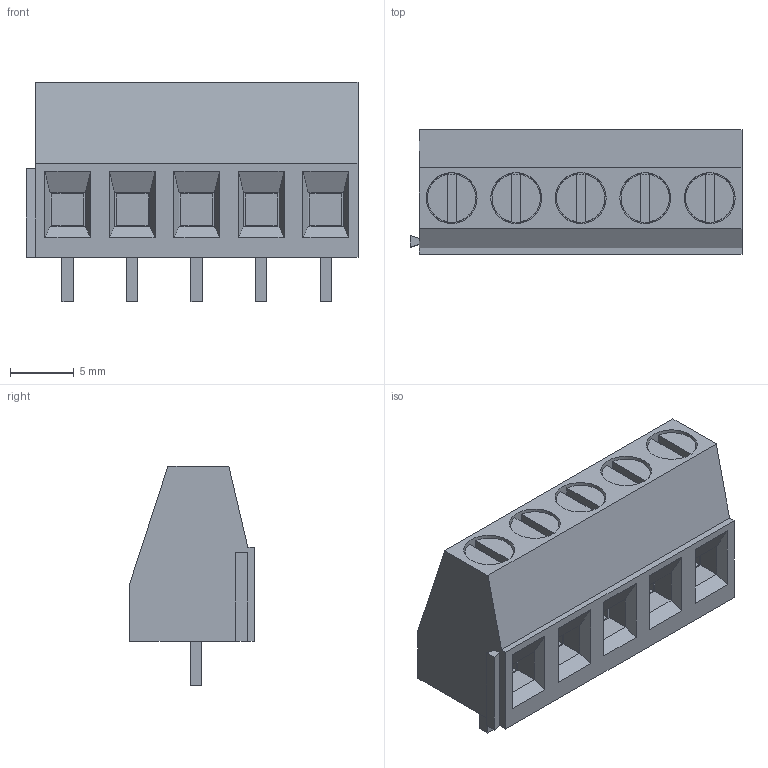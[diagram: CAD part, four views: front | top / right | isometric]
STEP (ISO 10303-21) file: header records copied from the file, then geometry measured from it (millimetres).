
FILE_DESCRIPTION(/* description */ ('model of TerminalBlock_Phoenix_MKDS-1,5-5-5.08_1x05_P5.08mm_Horizontal'),/* implementation_level */ '2;1');
FILE_NAME(/* name */ 'TerminalBlock_Phoenix_MKDS-1,5-5-5.08_1x05_P5.08mm_Horizontal.step',/* time_stamp */ '1970-01-01T00:00:00',/* author */ ('KiCAD','kicad'),/* organization */ ('OCCT'),/* preprocessor_version */ '',/* originating_system */ 'KiCAD',/* authorisation */ '');
FILE_SCHEMA(('AUTOMOTIVE_DESIGN { 1 0 10303 214 1 1 1 1 }'));
Length unit declared in the file: millimetre
Products named in the file (1): TerminalBlock_Phoenix_MKDS-1,5-5-5.08_1x05_P5.08mm_Horizontal
Bounding box: 26.14 x 9.8 x 17.3 mm (x, y, z)
Volume: 2544.3 mm3; surface area: 3001.1 mm2
Topology: 1 solids, 1 shells, 197 faces, 495 edges, 310 vertices
Faces by surface type: plane 167, bspline 20, cylinder 10
Full cylindrical faces by diameter (mm): 3.8 x5, 4 x5
Entity records: 3728 total; most frequent: ORIENTED_EDGE 804, EDGE_CURVE 495, CARTESIAN_POINT 491, LINE 333, VERTEX_POINT 310, FACE_BOUND 217, EDGE_LOOP 217, ADVANCED_FACE 197
